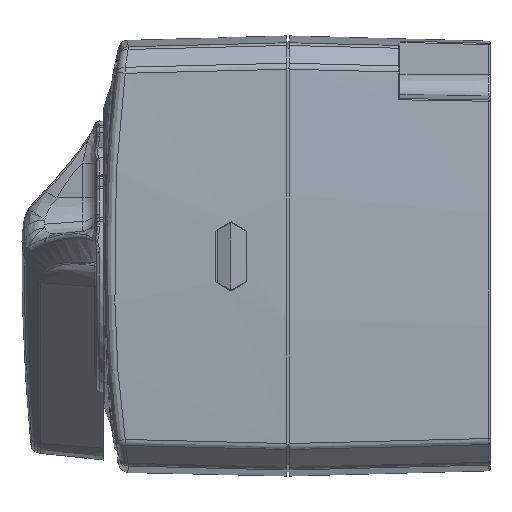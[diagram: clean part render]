
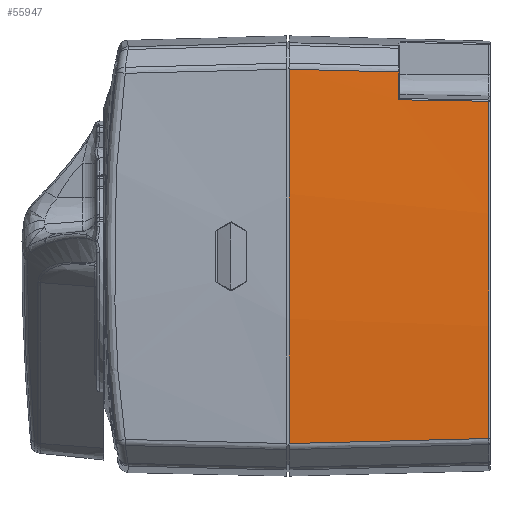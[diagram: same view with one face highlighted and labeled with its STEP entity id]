
A CAD part, left-side view. The second image highlights one B-rep face of the part: STEP entity #55947.
In plain terms, the highlighted conical face has half-angle 1.5 degrees and reference radius 600 mm.
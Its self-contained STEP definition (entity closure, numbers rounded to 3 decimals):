
#54012=CARTESIAN_POINT('',(-48.937,-33.385,129.182));
#54013=VERTEX_POINT('',#54012);
#54158=CARTESIAN_POINT('',(-49.368,-16.435,129.462));
#54159=VERTEX_POINT('',#54158);
#54200=CARTESIAN_POINT('',(-48.937,-33.385,129.182));
#54201=CARTESIAN_POINT('',(-49.08,-27.735,129.276));
#54202=CARTESIAN_POINT('',(-49.224,-22.085,129.369));
#54203=CARTESIAN_POINT('',(-49.368,-16.435,129.462));
#54204=B_SPLINE_CURVE_WITH_KNOTS('',3,(#54200,#54201,#54202,#54203),.UNSPECIFIED.,.F.,.F.,(4,4),(0.,0.017),.UNSPECIFIED.);
#54205=EDGE_CURVE('NONE',#54013,#54159,#54204,.T.);
#54229=CARTESIAN_POINT('',(-48.667,-33.385,65.703));
#54230=VERTEX_POINT('',#54229);
#54247=CARTESIAN_POINT('',(549.363,-33.385,99.987));
#54248=DIRECTION('',(0.,1.,0.));
#54249=DIRECTION('',(0.,-0.,1.));
#54250=AXIS2_PLACEMENT_3D('',#54247,#54248,#54249);
#54251=CIRCLE('',#54250,599.011);
#54252=EDGE_CURVE('NONE',#54230,#54013,#54251,.T.);
#54363=CARTESIAN_POINT('',(-49.087,-16.435,134.694));
#54364=VERTEX_POINT('',#54363);
#54372=CARTESIAN_POINT('',(549.363,-16.435,99.987));
#54373=DIRECTION('',(0.,1.,0.));
#54374=DIRECTION('',(0.,-0.,1.));
#54375=AXIS2_PLACEMENT_3D('',#54372,#54373,#54374);
#54376=CIRCLE('',#54375,599.455);
#54377=EDGE_CURVE('NONE',#54159,#54364,#54376,.T.);
#55496=CARTESIAN_POINT('',(-49.596,4.122,64.766));
#55497=VERTEX_POINT('',#55496);
#55507=CARTESIAN_POINT('',(-49.596,4.122,135.208));
#55508=VERTEX_POINT('',#55507);
#55509=CARTESIAN_POINT('',(549.363,4.122,99.987));
#55510=DIRECTION('',(-0.,-1.,-0.));
#55511=DIRECTION('',(0.,-0.,1.));
#55512=AXIS2_PLACEMENT_3D('',#55509,#55510,#55511);
#55513=CIRCLE('',#55512,599.993);
#55514=EDGE_CURVE('NONE',#55508,#55497,#55513,.T.);
#55603=CARTESIAN_POINT('',(-49.087,-16.435,134.694));
#55604=CARTESIAN_POINT('',(-49.257,-9.583,134.865));
#55605=CARTESIAN_POINT('',(-49.427,-2.73,135.037));
#55606=CARTESIAN_POINT('',(-49.596,4.122,135.208));
#55607=B_SPLINE_CURVE_WITH_KNOTS('',3,(#55603,#55604,#55605,#55606),.UNSPECIFIED.,.F.,.F.,(4,4),(0.017,0.038),.UNSPECIFIED.);
#55608=EDGE_CURVE('NONE',#54364,#55508,#55607,.T.);
#55923=CARTESIAN_POINT('',(-49.596,4.122,64.766));
#55924=CARTESIAN_POINT('',(-49.287,-8.381,65.078));
#55925=CARTESIAN_POINT('',(-48.977,-20.883,65.391));
#55926=CARTESIAN_POINT('',(-48.667,-33.385,65.703));
#55927=B_SPLINE_CURVE_WITH_KNOTS('',3,(#55923,#55924,#55925,#55926),.UNSPECIFIED.,.F.,.F.,(4,4),(0.,0.038),.UNSPECIFIED.);
#55928=EDGE_CURVE('NONE',#55497,#54230,#55927,.T.);
#55934=CARTESIAN_POINT('',(549.363,4.372,99.987));
#55935=DIRECTION('',(0.,1.,0.));
#55936=DIRECTION('',(0.,-0.,1.));
#55937=AXIS2_PLACEMENT_3D('',#55934,#55935,#55936);
#55938=CONICAL_SURFACE('',#55937,600.,1.5);
#55939=ORIENTED_EDGE('',*,*,#54205,.T.);
#55940=ORIENTED_EDGE('',*,*,#54377,.T.);
#55941=ORIENTED_EDGE('',*,*,#55608,.T.);
#55942=ORIENTED_EDGE('',*,*,#55514,.T.);
#55943=ORIENTED_EDGE('',*,*,#55928,.T.);
#55944=ORIENTED_EDGE('',*,*,#54252,.T.);
#55945=EDGE_LOOP('',(#55939,#55940,#55941,#55942,#55943,#55944));
#55946=FACE_BOUND('',#55945,.T.);
#55947=ADVANCED_FACE('NONE',(#55946),#55938,.T.);
